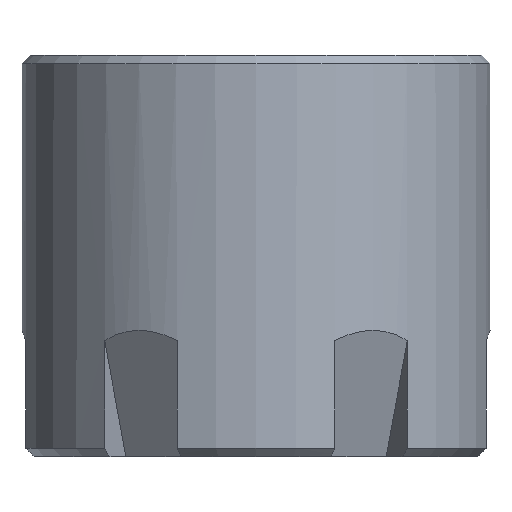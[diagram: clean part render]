
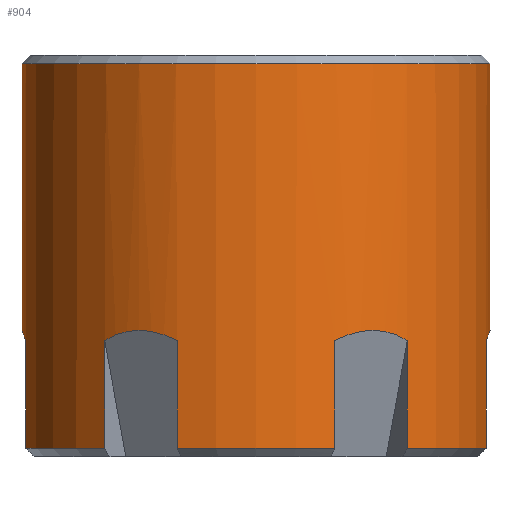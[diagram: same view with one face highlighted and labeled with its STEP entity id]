
A CAD part, left-side view. The second image highlights one B-rep face of the part: STEP entity #904.
In plain terms, the highlighted cylindrical face has radius 14 mm (diameter 28 mm), a full revolution.
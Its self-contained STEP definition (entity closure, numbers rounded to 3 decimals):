
#20=ELLIPSE('',#973,40.933,14.);
#21=ELLIPSE('',#974,40.933,14.);
#22=ELLIPSE('',#975,40.933,14.);
#23=ELLIPSE('',#976,40.933,14.);
#24=ELLIPSE('',#978,40.933,14.);
#25=ELLIPSE('',#980,40.933,14.);
#37=LINE('',#1245,#79);
#40=LINE('',#1254,#82);
#43=LINE('',#1263,#85);
#46=LINE('',#1278,#88);
#49=LINE('',#1295,#91);
#51=LINE('',#1320,#93);
#52=LINE('',#1323,#94);
#53=LINE('',#1326,#95);
#54=LINE('',#1330,#96);
#55=LINE('',#1334,#97);
#56=LINE('',#1338,#98);
#57=LINE('',#1342,#99);
#79=VECTOR('',#1038,1000.);
#82=VECTOR('',#1045,1000.);
#85=VECTOR('',#1052,1000.);
#88=VECTOR('',#1067,1000.);
#91=VECTOR('',#1084,1000.);
#93=VECTOR('',#1114,1000.);
#94=VECTOR('',#1117,1000.);
#95=VECTOR('',#1120,1000.);
#96=VECTOR('',#1125,1000.);
#97=VECTOR('',#1128,1000.);
#98=VECTOR('',#1131,1000.);
#99=VECTOR('',#1134,1000.);
#188=ORIENTED_EDGE('',*,*,#353,.T.);
#189=ORIENTED_EDGE('',*,*,#354,.T.);
#190=ORIENTED_EDGE('',*,*,#322,.T.);
#191=ORIENTED_EDGE('',*,*,#355,.F.);
#192=ORIENTED_EDGE('',*,*,#356,.F.);
#193=ORIENTED_EDGE('',*,*,#348,.T.);
#194=ORIENTED_EDGE('',*,*,#326,.T.);
#195=ORIENTED_EDGE('',*,*,#357,.F.);
#196=ORIENTED_EDGE('',*,*,#358,.F.);
#197=ORIENTED_EDGE('',*,*,#334,.T.);
#198=ORIENTED_EDGE('',*,*,#330,.T.);
#199=ORIENTED_EDGE('',*,*,#359,.F.);
#200=ORIENTED_EDGE('',*,*,#360,.F.);
#201=ORIENTED_EDGE('',*,*,#341,.T.);
#202=ORIENTED_EDGE('',*,*,#337,.T.);
#203=ORIENTED_EDGE('',*,*,#361,.F.);
#204=ORIENTED_EDGE('',*,*,#345,.F.);
#205=ORIENTED_EDGE('',*,*,#362,.T.);
#206=ORIENTED_EDGE('',*,*,#363,.T.);
#207=ORIENTED_EDGE('',*,*,#364,.F.);
#208=ORIENTED_EDGE('',*,*,#365,.F.);
#209=ORIENTED_EDGE('',*,*,#366,.T.);
#210=ORIENTED_EDGE('',*,*,#367,.T.);
#211=ORIENTED_EDGE('',*,*,#368,.F.);
#212=ORIENTED_EDGE('',*,*,#369,.F.);
#322=EDGE_CURVE('',#409,#407,#37,.T.);
#326=EDGE_CURVE('',#413,#411,#40,.T.);
#330=EDGE_CURVE('',#417,#415,#43,.T.);
#334=EDGE_CURVE('',#420,#417,#473,.T.);
#337=EDGE_CURVE('',#423,#421,#46,.T.);
#341=EDGE_CURVE('',#426,#423,#477,.T.);
#345=EDGE_CURVE('',#429,#430,#49,.T.);
#348=EDGE_CURVE('',#432,#413,#481,.T.);
#353=EDGE_CURVE('',#436,#436,#486,.T.);
#354=EDGE_CURVE('',#437,#409,#487,.T.);
#355=EDGE_CURVE('',#438,#407,#20,.T.);
#356=EDGE_CURVE('',#432,#438,#51,.T.);
#357=EDGE_CURVE('',#439,#411,#21,.T.);
#358=EDGE_CURVE('',#420,#439,#52,.T.);
#359=EDGE_CURVE('',#440,#415,#22,.T.);
#360=EDGE_CURVE('',#426,#440,#53,.T.);
#361=EDGE_CURVE('',#430,#421,#23,.T.);
#362=EDGE_CURVE('',#429,#441,#488,.T.);
#363=EDGE_CURVE('',#441,#442,#54,.T.);
#364=EDGE_CURVE('',#443,#442,#24,.T.);
#365=EDGE_CURVE('',#444,#443,#55,.T.);
#366=EDGE_CURVE('',#444,#445,#489,.T.);
#367=EDGE_CURVE('',#445,#446,#56,.T.);
#368=EDGE_CURVE('',#447,#446,#25,.T.);
#369=EDGE_CURVE('',#437,#447,#57,.T.);
#407=VERTEX_POINT('',#1243);
#409=VERTEX_POINT('',#1246);
#411=VERTEX_POINT('',#1252);
#413=VERTEX_POINT('',#1255);
#415=VERTEX_POINT('',#1261);
#417=VERTEX_POINT('',#1264);
#420=VERTEX_POINT('',#1272);
#421=VERTEX_POINT('',#1276);
#423=VERTEX_POINT('',#1279);
#426=VERTEX_POINT('',#1287);
#429=VERTEX_POINT('',#1294);
#430=VERTEX_POINT('',#1296);
#432=VERTEX_POINT('',#1302);
#436=VERTEX_POINT('',#1314);
#437=VERTEX_POINT('',#1317);
#438=VERTEX_POINT('',#1319);
#439=VERTEX_POINT('',#1322);
#440=VERTEX_POINT('',#1325);
#441=VERTEX_POINT('',#1329);
#442=VERTEX_POINT('',#1331);
#443=VERTEX_POINT('',#1333);
#444=VERTEX_POINT('',#1335);
#445=VERTEX_POINT('',#1337);
#446=VERTEX_POINT('',#1339);
#447=VERTEX_POINT('',#1341);
#473=CIRCLE('',#950,14.);
#477=CIRCLE('',#956,14.);
#481=CIRCLE('',#962,14.);
#486=CIRCLE('',#970,14.);
#487=CIRCLE('',#972,14.);
#488=CIRCLE('',#977,14.);
#489=CIRCLE('',#979,14.);
#522=EDGE_LOOP('',(#188));
#523=EDGE_LOOP('',(#189,#190,#191,#192,#193,#194,#195,#196,#197,#198,#199,
#200,#201,#202,#203,#204,#205,#206,#207,#208,#209,#210,#211,#212));
#576=FACE_BOUND('',#522,.T.);
#577=FACE_BOUND('',#523,.T.);
#612=CYLINDRICAL_SURFACE('',#971,14.);
#904=ADVANCED_FACE('',(#576,#577),#612,.T.);
#950=AXIS2_PLACEMENT_3D('',#1271,#1060,#1061);
#956=AXIS2_PLACEMENT_3D('',#1286,#1075,#1076);
#962=AXIS2_PLACEMENT_3D('',#1301,#1090,#1091);
#970=AXIS2_PLACEMENT_3D('',#1313,#1106,#1107);
#971=AXIS2_PLACEMENT_3D('',#1315,#1108,#1109);
#972=AXIS2_PLACEMENT_3D('',#1316,#1110,#1111);
#973=AXIS2_PLACEMENT_3D('',#1318,#1112,#1113);
#974=AXIS2_PLACEMENT_3D('',#1321,#1115,#1116);
#975=AXIS2_PLACEMENT_3D('',#1324,#1118,#1119);
#976=AXIS2_PLACEMENT_3D('',#1327,#1121,#1122);
#977=AXIS2_PLACEMENT_3D('',#1328,#1123,#1124);
#978=AXIS2_PLACEMENT_3D('',#1332,#1126,#1127);
#979=AXIS2_PLACEMENT_3D('',#1336,#1129,#1130);
#980=AXIS2_PLACEMENT_3D('',#1340,#1132,#1133);
#1038=DIRECTION('',(0.,0.,1.));
#1045=DIRECTION('',(0.,0.,1.));
#1052=DIRECTION('',(0.,0.,1.));
#1060=DIRECTION('',(0.,0.,1.));
#1061=DIRECTION('',(1.,0.,0.));
#1067=DIRECTION('',(0.,0.,1.));
#1075=DIRECTION('',(0.,0.,1.));
#1076=DIRECTION('',(1.,0.,0.));
#1084=DIRECTION('',(0.,0.,1.));
#1090=DIRECTION('',(0.,0.,1.));
#1091=DIRECTION('',(1.,0.,0.));
#1106=DIRECTION('',(0.,0.,-1.));
#1107=DIRECTION('',(-1.,0.,0.));
#1108=DIRECTION('',(0.,0.,-1.));
#1109=DIRECTION('',(1.,0.,0.));
#1110=DIRECTION('',(0.,0.,1.));
#1111=DIRECTION('',(1.,0.,0.));
#1112=DIRECTION('',(-0.814,0.47,-0.342));
#1113=DIRECTION('',(-0.296,0.171,0.94));
#1114=DIRECTION('',(0.,0.,1.));
#1115=DIRECTION('',(-0.814,-0.47,-0.342));
#1116=DIRECTION('',(-0.296,-0.171,0.94));
#1117=DIRECTION('',(0.,0.,1.));
#1118=DIRECTION('',(0.,-0.94,-0.342));
#1119=DIRECTION('',(0.,-0.342,0.94));
#1120=DIRECTION('',(0.,0.,1.));
#1121=DIRECTION('',(0.814,-0.47,-0.342));
#1122=DIRECTION('',(0.296,-0.171,0.94));
#1123=DIRECTION('',(0.,0.,1.));
#1124=DIRECTION('',(1.,0.,0.));
#1125=DIRECTION('',(0.,0.,1.));
#1126=DIRECTION('',(0.814,0.47,-0.342));
#1127=DIRECTION('',(0.296,0.171,0.94));
#1128=DIRECTION('',(0.,0.,1.));
#1129=DIRECTION('',(0.,0.,1.));
#1130=DIRECTION('',(1.,0.,0.));
#1131=DIRECTION('',(0.,0.,1.));
#1132=DIRECTION('',(0.,0.94,-0.342));
#1133=DIRECTION('',(0.,0.342,0.94));
#1134=DIRECTION('',(0.,0.,1.));
#1243=CARTESIAN_POINT('',(-10.679,9.053,6.937));
#1245=CARTESIAN_POINT('',(-10.679,9.053,25.));
#1246=CARTESIAN_POINT('',(-10.679,9.053,0.5));
#1252=CARTESIAN_POINT('',(-13.179,-4.722,6.937));
#1254=CARTESIAN_POINT('',(-13.179,-4.722,25.));
#1255=CARTESIAN_POINT('',(-13.179,-4.722,0.5));
#1261=CARTESIAN_POINT('',(-2.5,-13.775,6.937));
#1263=CARTESIAN_POINT('',(-2.5,-13.775,25.));
#1264=CARTESIAN_POINT('',(-2.5,-13.775,0.5));
#1271=CARTESIAN_POINT('',(0.,0.,0.5));
#1272=CARTESIAN_POINT('',(-10.679,-9.053,0.5));
#1276=CARTESIAN_POINT('',(10.679,-9.053,6.937));
#1278=CARTESIAN_POINT('',(10.679,-9.053,25.));
#1279=CARTESIAN_POINT('',(10.679,-9.053,0.5));
#1286=CARTESIAN_POINT('',(0.,0.,0.5));
#1287=CARTESIAN_POINT('',(2.5,-13.775,0.5));
#1294=CARTESIAN_POINT('',(13.179,-4.722,0.5));
#1295=CARTESIAN_POINT('',(13.179,-4.722,25.));
#1296=CARTESIAN_POINT('',(13.179,-4.722,6.937));
#1301=CARTESIAN_POINT('',(0.,0.,0.5));
#1302=CARTESIAN_POINT('',(-13.179,4.722,0.5));
#1313=CARTESIAN_POINT('',(0.,0.,23.5));
#1314=CARTESIAN_POINT('',(-14.,0.,23.5));
#1315=CARTESIAN_POINT('',(0.,0.,25.));
#1316=CARTESIAN_POINT('',(0.,0.,0.5));
#1317=CARTESIAN_POINT('',(-2.5,13.775,0.5));
#1318=CARTESIAN_POINT('',(0.,0.,-30.909));
#1319=CARTESIAN_POINT('',(-13.179,4.722,6.937));
#1320=CARTESIAN_POINT('',(-13.179,4.722,25.));
#1321=CARTESIAN_POINT('',(0.,0.,-30.909));
#1322=CARTESIAN_POINT('',(-10.679,-9.053,6.937));
#1323=CARTESIAN_POINT('',(-10.679,-9.053,25.));
#1324=CARTESIAN_POINT('',(0.,0.,-30.909));
#1325=CARTESIAN_POINT('',(2.5,-13.775,6.937));
#1326=CARTESIAN_POINT('',(2.5,-13.775,25.));
#1327=CARTESIAN_POINT('',(0.,0.,-30.909));
#1328=CARTESIAN_POINT('',(0.,0.,0.5));
#1329=CARTESIAN_POINT('',(13.179,4.722,0.5));
#1330=CARTESIAN_POINT('',(13.179,4.722,25.));
#1331=CARTESIAN_POINT('',(13.179,4.722,6.937));
#1332=CARTESIAN_POINT('',(0.,0.,-30.909));
#1333=CARTESIAN_POINT('',(10.679,9.053,6.937));
#1334=CARTESIAN_POINT('',(10.679,9.053,25.));
#1335=CARTESIAN_POINT('',(10.679,9.053,0.5));
#1336=CARTESIAN_POINT('',(0.,0.,0.5));
#1337=CARTESIAN_POINT('',(2.5,13.775,0.5));
#1338=CARTESIAN_POINT('',(2.5,13.775,25.));
#1339=CARTESIAN_POINT('',(2.5,13.775,6.937));
#1340=CARTESIAN_POINT('',(0.,0.,-30.909));
#1341=CARTESIAN_POINT('',(-2.5,13.775,6.937));
#1342=CARTESIAN_POINT('',(-2.5,13.775,25.));
